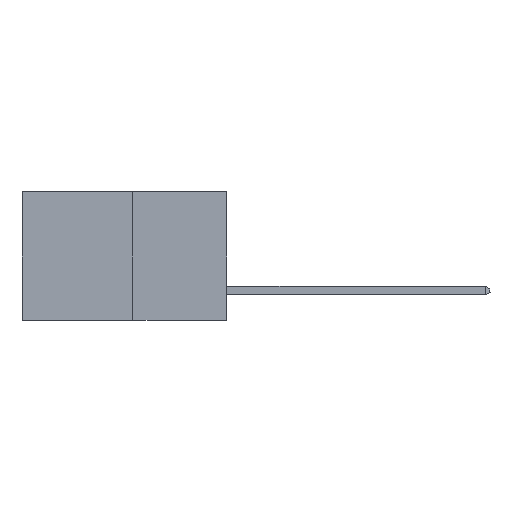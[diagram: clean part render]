
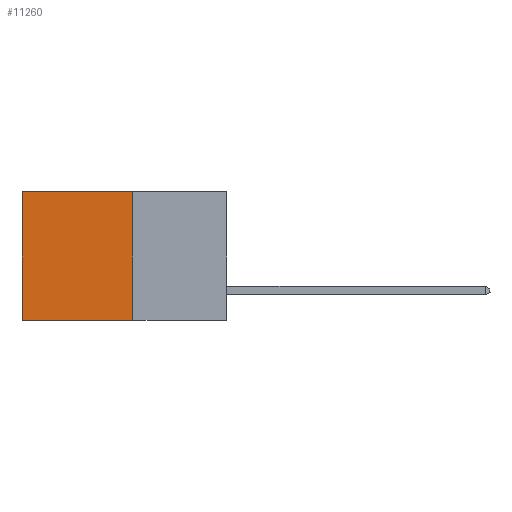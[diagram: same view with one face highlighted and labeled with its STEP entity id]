
A CAD part, left-side view. The second image highlights one B-rep face of the part: STEP entity #11260.
In plain terms, the highlighted planar face has unit normal (-1, 0, 0).
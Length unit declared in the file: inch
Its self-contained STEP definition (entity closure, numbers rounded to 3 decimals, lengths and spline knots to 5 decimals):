
#120 = LINE ( 'NONE', #12212, #510 ) ;
#138 = ORIENTED_EDGE ( 'NONE', *, *, #14354, .T. ) ;
#429 = VECTOR ( 'NONE', #8322, 39.37008 ) ;
#510 = VECTOR ( 'NONE', #4322, 39.37008 ) ;
#1576 = AXIS2_PLACEMENT_3D ( 'NONE', #2312, #10283, #3504 ) ;
#1936 = VERTEX_POINT ( 'NONE', #8550 ) ;
#2016 = EDGE_CURVE ( 'NONE', #1936, #6322, #12171, .T. ) ;
#2235 = FACE_OUTER_BOUND ( 'NONE', #8048, .T. ) ;
#2312 = CARTESIAN_POINT ( 'NONE',  ( 0.277, 0.27, -0.37 ) ) ;
#3034 = VERTEX_POINT ( 'NONE', #12232 ) ;
#3323 = CARTESIAN_POINT ( 'NONE',  ( 0.277, 0.27, -0.37 ) ) ;
#3426 = CARTESIAN_POINT ( 'NONE',  ( 0.277, 0.27, 0. ) ) ;
#3504 = DIRECTION ( 'NONE',  ( 0., 0., -1. ) ) ;
#3580 = LINE ( 'NONE', #8203, #429 ) ;
#3826 = EDGE_CURVE ( 'NONE', #8144, #3034, #9116, .T. ) ;
#3941 = CARTESIAN_POINT ( 'NONE',  ( 0.277, 0.59, -0.37 ) ) ;
#4322 = DIRECTION ( 'NONE',  ( 0., 1., 0. ) ) ;
#5605 = ORIENTED_EDGE ( 'NONE', *, *, #5972, .F. ) ;
#5972 = EDGE_CURVE ( 'NONE', #3034, #6322, #3580, .T. ) ;
#6311 = ORIENTED_EDGE ( 'NONE', *, *, #2016, .T. ) ;
#6322 = VERTEX_POINT ( 'NONE', #3941 ) ;
#6590 = DIRECTION ( 'NONE',  ( 0., 0., -1. ) ) ;
#8048 = EDGE_LOOP ( 'NONE', ( #6311, #5605, #11130, #138 ) ) ;
#8144 = VERTEX_POINT ( 'NONE', #3426 ) ;
#8203 = CARTESIAN_POINT ( 'NONE',  ( 0.277, 0.27, -0.37 ) ) ;
#8322 = DIRECTION ( 'NONE',  ( 0., 1., 0. ) ) ;
#8550 = CARTESIAN_POINT ( 'NONE',  ( 0.277, 0.59, 0. ) ) ;
#9116 = LINE ( 'NONE', #3323, #14594 ) ;
#10225 = PLANE ( 'NONE',  #1576 ) ;
#10283 = DIRECTION ( 'NONE',  ( 1., 0., 0. ) ) ;
#11130 = ORIENTED_EDGE ( 'NONE', *, *, #3826, .F. ) ;
#11260 = ADVANCED_FACE ( 'NONE', ( #2235 ), #10225, .F. ) ;
#11843 = VECTOR ( 'NONE', #13225, 39.37008 ) ;
#12171 = LINE ( 'NONE', #13256, #11843 ) ;
#12212 = CARTESIAN_POINT ( 'NONE',  ( 0.277, 0.27, 0. ) ) ;
#12232 = CARTESIAN_POINT ( 'NONE',  ( 0.277, 0.27, -0.37 ) ) ;
#13225 = DIRECTION ( 'NONE',  ( 0., 0., -1. ) ) ;
#13256 = CARTESIAN_POINT ( 'NONE',  ( 0.277, 0.59, -0.37 ) ) ;
#14354 = EDGE_CURVE ( 'NONE', #8144, #1936, #120, .T. ) ;
#14594 = VECTOR ( 'NONE', #6590, 39.37008 ) ;
